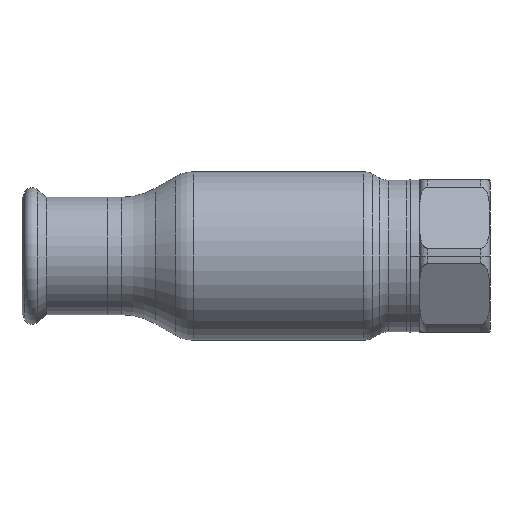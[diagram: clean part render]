
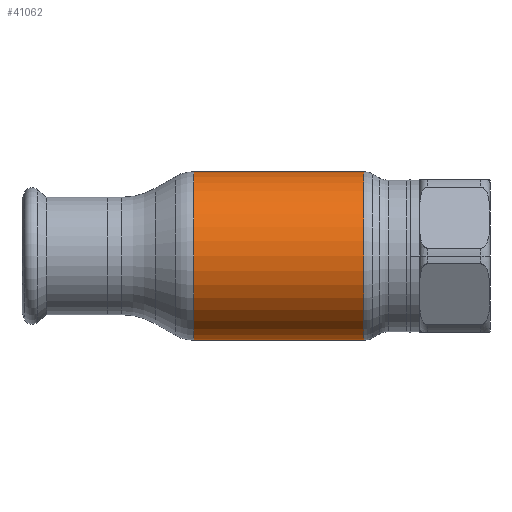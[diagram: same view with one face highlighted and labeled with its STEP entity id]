
A CAD part, front view. The second image highlights one B-rep face of the part: STEP entity #41062.
In plain terms, the highlighted cylindrical face has radius 27.5 mm (diameter 55 mm), a partial arc.
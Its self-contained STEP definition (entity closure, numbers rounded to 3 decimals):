
#56 = VECTOR ( 'NONE', #53948, 1000. ) ;
#4936 = VERTEX_POINT ( 'NONE', #56721 ) ;
#5118 = ORIENTED_EDGE ( 'NONE', *, *, #33164, .T. ) ;
#6421 = ORIENTED_EDGE ( 'NONE', *, *, #16800, .F. ) ;
#7332 = CYLINDRICAL_SURFACE ( 'NONE', #34001, 27.5 ) ;
#7374 = CARTESIAN_POINT ( 'NONE',  ( 27.785, 0., -27.5 ) ) ;
#7927 = VERTEX_POINT ( 'NONE', #18098 ) ;
#9167 = DIRECTION ( 'NONE',  ( 0., 0., 1. ) ) ;
#11495 = ORIENTED_EDGE ( 'NONE', *, *, #33075, .F. ) ;
#12540 = CIRCLE ( 'NONE', #44141, 27.5 ) ;
#12588 = VECTOR ( 'NONE', #19473, 1000. ) ;
#16800 = EDGE_CURVE ( 'NONE', #40156, #4936, #38358, .T. ) ;
#18098 = CARTESIAN_POINT ( 'NONE',  ( 27.785, 0., 27.5 ) ) ;
#19308 = CIRCLE ( 'NONE', #55666, 27.5 ) ;
#19473 = DIRECTION ( 'NONE',  ( -1., 0., 0. ) ) ;
#21268 = CARTESIAN_POINT ( 'NONE',  ( -27.785, 0., 27.5 ) ) ;
#21855 = LINE ( 'NONE', #35678, #56 ) ;
#22595 = ORIENTED_EDGE ( 'NONE', *, *, #58685, .T. ) ;
#22670 = DIRECTION ( 'NONE',  ( -1., 0., 0. ) ) ;
#31092 = DIRECTION ( 'NONE',  ( -1., 0., 0. ) ) ;
#31381 = DIRECTION ( 'NONE',  ( 0., 0., 1. ) ) ;
#31617 = DIRECTION ( 'NONE',  ( 0., 0., 1. ) ) ;
#33075 = EDGE_CURVE ( 'NONE', #4936, #50505, #12540, .T. ) ;
#33164 = EDGE_CURVE ( 'NONE', #40156, #7927, #19308, .T. ) ;
#34001 = AXIS2_PLACEMENT_3D ( 'NONE', #40630, #58878, #31617 ) ;
#35678 = CARTESIAN_POINT ( 'NONE',  ( -62.69, 0., 27.5 ) ) ;
#38358 = LINE ( 'NONE', #56611, #12588 ) ;
#40156 = VERTEX_POINT ( 'NONE', #7374 ) ;
#40630 = CARTESIAN_POINT ( 'NONE',  ( -62.69, 0., 0. ) ) ;
#41062 = ADVANCED_FACE ( 'NONE', ( #48447 ), #7332, .T. ) ;
#44141 = AXIS2_PLACEMENT_3D ( 'NONE', #58328, #31092, #9167 ) ;
#44225 = EDGE_LOOP ( 'NONE', ( #6421, #5118, #22595, #11495 ) ) ;
#48447 = FACE_OUTER_BOUND ( 'NONE', #44225, .T. ) ;
#50505 = VERTEX_POINT ( 'NONE', #21268 ) ;
#53948 = DIRECTION ( 'NONE',  ( -1., 0., 0. ) ) ;
#55666 = AXIS2_PLACEMENT_3D ( 'NONE', #58626, #22670, #31381 ) ;
#56611 = CARTESIAN_POINT ( 'NONE',  ( -62.69, 0., -27.5 ) ) ;
#56721 = CARTESIAN_POINT ( 'NONE',  ( -27.785, 0., -27.5 ) ) ;
#58328 = CARTESIAN_POINT ( 'NONE',  ( -27.785, 0., 0. ) ) ;
#58626 = CARTESIAN_POINT ( 'NONE',  ( 27.785, 0., 0. ) ) ;
#58685 = EDGE_CURVE ( 'NONE', #7927, #50505, #21855, .T. ) ;
#58878 = DIRECTION ( 'NONE',  ( -1., 0., 0. ) ) ;
